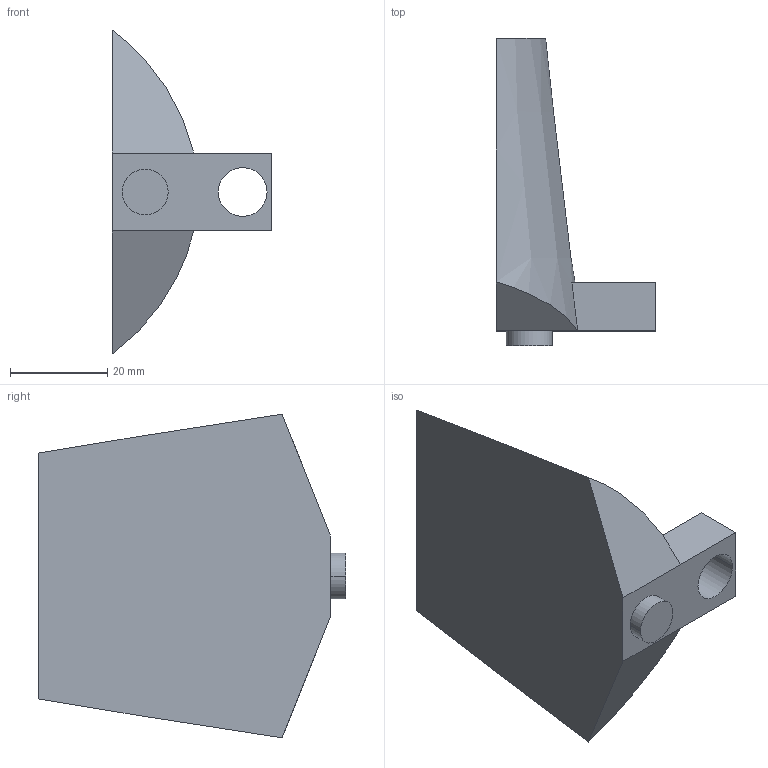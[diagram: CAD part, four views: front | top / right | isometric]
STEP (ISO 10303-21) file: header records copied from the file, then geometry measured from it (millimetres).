
FILE_DESCRIPTION((''),'2;1');
FILE_NAME('BEERPONG_GRIPPER_FINGER','2024-06-25T16:26:51',('mathi'),(''),'CREO PARAMETRIC BY PTC INC, 2023073','CREO PARAMETRIC BY PTC INC, 2023073','');
FILE_SCHEMA(('CONFIG_CONTROL_DESIGN'));
Length unit declared in the file: millimetre
Products named in the file (1): BEERPONG_GRIPPER_FINGER
Bounding box: 32.8 x 63 x 66.44 mm (x, y, z)
Volume: 35211.7 mm3; surface area: 9426.8 mm2
Topology: 1 solids, 1 shells, 15 faces, 34 edges, 22 vertices
Faces by surface type: plane 10, cylinder 4, cone 1
Entity records: 490 total; most frequent: CARTESIAN_POINT 109, DIRECTION 68, ORIENTED_EDGE 68, EDGE_CURVE 34, AXIS2_PLACEMENT_3D 25, VERTEX_POINT 22, VECTOR 18, LINE 18
